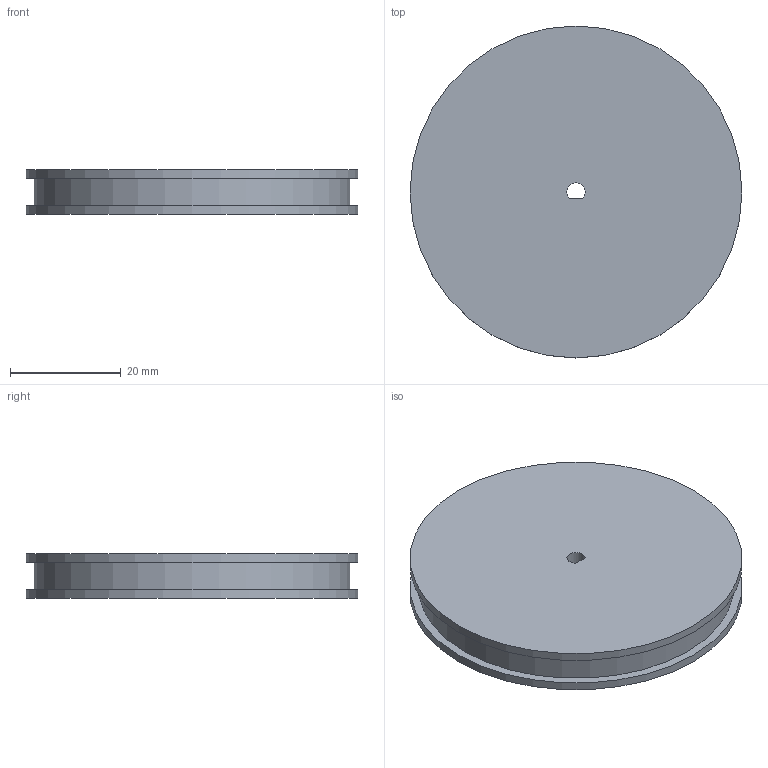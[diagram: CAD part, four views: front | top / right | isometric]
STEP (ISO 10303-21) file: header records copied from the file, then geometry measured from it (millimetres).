
FILE_DESCRIPTION(/* description */ ('STEP AP242','CAx-IF Rec.Pracs.---Representation and Presentation of Product Manufacturing Information (PMI)---4.0---2014-10-13','CAx-IF Rec.Pracs.---3D Tessellated Geometry---0.4---2014-09-14','2;1'),/* implementation_level */ '2;1');
FILE_NAME(/* name */ '67ace579dd85ec3193fbe91b',/* time_stamp */ '2025-02-12T18:16:26Z',/* author */ (''),/* organization */ (''),/* preprocessor_version */ 'ST-DEVELOPER v20',/* originating_system */ 'ONSHAPE BY PTC INC, 1.193',/* authorisation */ ' ');
FILE_SCHEMA (('AP242_MANAGED_MODEL_BASED_3D_ENGINEERING_MIM_LF { 1 0 10303 442 1 1 4 }'));
Length unit declared in the file: metre
Products named in the file (1): Part 1
Bounding box: 60 x 60 x 8 mm (x, y, z)
Volume: 21179.2 mm3; surface area: 7732.3 mm2
Topology: 1 solids, 1 shells, 9 faces, 15 edges, 10 vertices
Faces by surface type: plane 5, cylinder 4
Full cylindrical faces by diameter (mm): 57 x1, 60 x2
Entity records: 228 total; most frequent: DIRECTION 40, CARTESIAN_POINT 32, ORIENTED_EDGE 24, AXIS2_PLACEMENT_3D 18, EDGE_LOOP 16, FACE_BOUND 16, EDGE_CURVE 12, VERTEX_POINT 10
